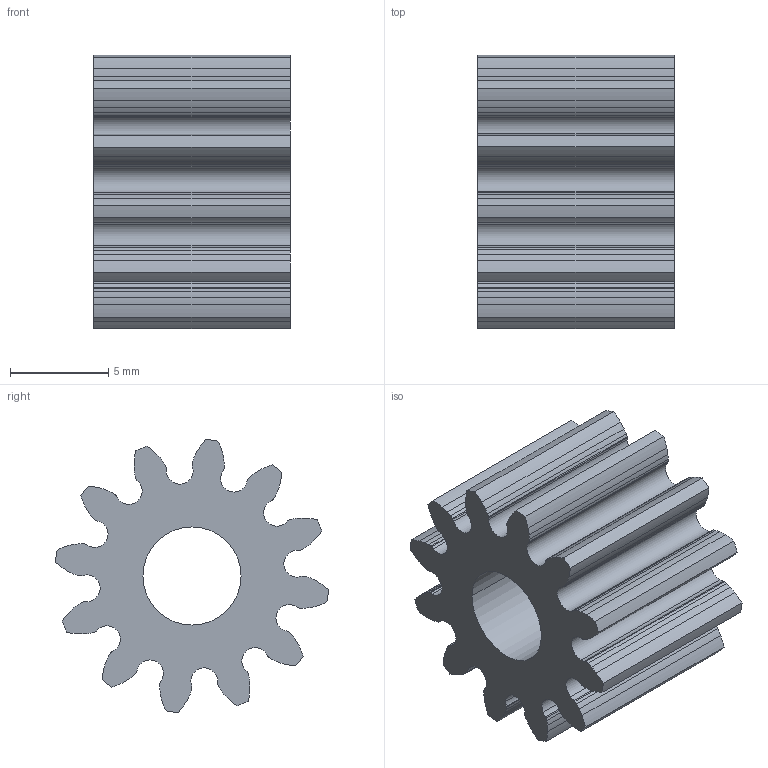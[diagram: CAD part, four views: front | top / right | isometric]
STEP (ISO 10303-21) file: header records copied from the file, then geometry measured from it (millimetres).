
FILE_DESCRIPTION(('STEP AP214'),'1');
FILE_NAME('cctmp_1D62EE7D-301E-430C-A503-DC29EBBFFCD7_2025_03_03_19_22_12_0861_49040..stp','2025-03-03T18:22:12',('igus GmbH'),('CADClick - www.CADClick.com'),'Spatial InterOp 3D',' ','unknown authorization');
FILE_SCHEMA(('AUTOMOTIVE_DESIGN'));
Length unit declared in the file: millimetre
Products named in the file (1): 2025_03_03_19_22_12_0845
Bounding box: 10 x 13.93 x 13.93 mm (x, y, z)
Volume: 889.6 mm3; surface area: 1081.7 mm2
Topology: 1 solids, 1 shells, 172 faces, 510 edges, 340 vertices
Faces by surface type: cylinder 170, plane 2
Entity records: 7378 total; most frequent: DIRECTION 1196, CARTESIAN_POINT 1023, ORIENTED_EDGE 1020, AXIS2_PLACEMENT_3D 513, EDGE_CURVE 510, VERTEX_POINT 340, CIRCLE 340, EDGE_LOOP 174
